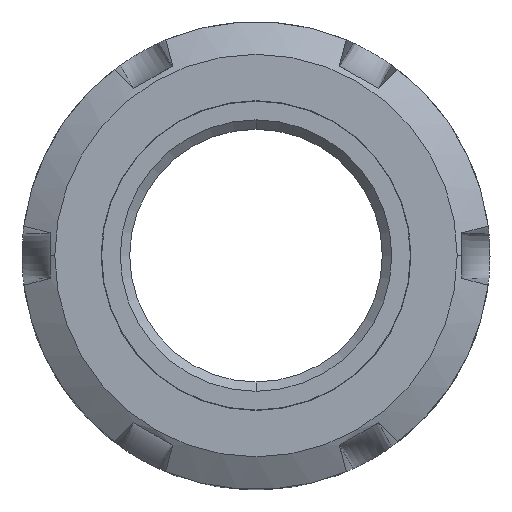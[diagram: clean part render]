
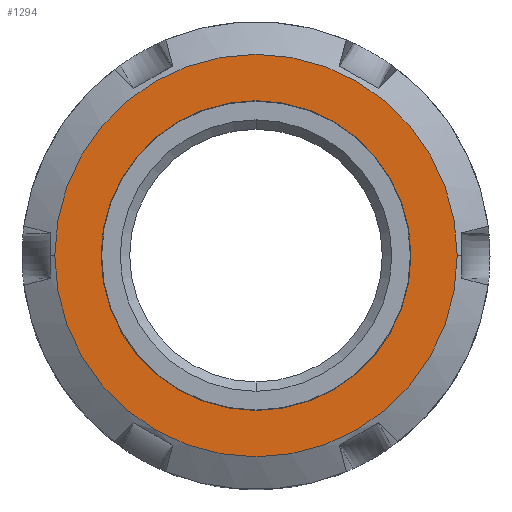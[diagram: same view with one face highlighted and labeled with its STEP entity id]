
A CAD part, top view. The second image highlights one B-rep face of the part: STEP entity #1294.
In plain terms, the highlighted planar face has unit normal (0, 0, 1).
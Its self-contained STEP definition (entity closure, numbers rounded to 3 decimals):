
#105 = DIRECTION ( 'NONE',  ( 1., 0., 0. ) ) ;
#322 = DIRECTION ( 'NONE',  ( 0., 0., 1. ) ) ;
#323 = CARTESIAN_POINT ( 'NONE',  ( 0., 0., 0. ) ) ;
#336 = CARTESIAN_POINT ( 'NONE',  ( -21.5, 0., 0. ) ) ;
#497 = CARTESIAN_POINT ( 'NONE',  ( -16.55, 0., 0. ) ) ;
#551 = AXIS2_PLACEMENT_3D ( 'NONE', #5680, #3341, #5651 ) ;
#584 = AXIS2_PLACEMENT_3D ( 'NONE', #323, #5854, #1698 ) ;
#602 = DIRECTION ( 'NONE',  ( 0., 0., 1. ) ) ;
#640 = VERTEX_POINT ( 'NONE', #2802 ) ;
#1058 = EDGE_LOOP ( 'NONE', ( #3030, #4303 ) ) ;
#1294 = ADVANCED_FACE ( 'NONE', ( #4087, #2739 ), #5997, .T. ) ;
#1567 = EDGE_CURVE ( 'NONE', #2503, #640, #5704, .T. ) ;
#1677 = CIRCLE ( 'NONE', #2176, 16.55 ) ;
#1698 = DIRECTION ( 'NONE',  ( 1., 0., 0. ) ) ;
#1727 = EDGE_LOOP ( 'NONE', ( #5521, #3844 ) ) ;
#1825 = EDGE_CURVE ( 'NONE', #640, #2503, #4832, .T. ) ;
#2125 = EDGE_CURVE ( 'NONE', #5158, #3992, #1677, .T. ) ;
#2176 = AXIS2_PLACEMENT_3D ( 'NONE', #2489, #2985, #3838 ) ;
#2489 = CARTESIAN_POINT ( 'NONE',  ( 0., 0., 0. ) ) ;
#2503 = VERTEX_POINT ( 'NONE', #336 ) ;
#2632 = CIRCLE ( 'NONE', #551, 16.55 ) ;
#2739 = FACE_OUTER_BOUND ( 'NONE', #1727, .T. ) ;
#2799 = CARTESIAN_POINT ( 'NONE',  ( 21.5, 0., 0. ) ) ;
#2802 = CARTESIAN_POINT ( 'NONE',  ( 21.5, 0., 0. ) ) ;
#2985 = DIRECTION ( 'NONE',  ( 0., 0., -1. ) ) ;
#3030 = ORIENTED_EDGE ( 'NONE', *, *, #4277, .T. ) ;
#3341 = DIRECTION ( 'NONE',  ( 0., 0., -1. ) ) ;
#3360 = CARTESIAN_POINT ( 'NONE',  ( 0., 0., 0. ) ) ;
#3730 = AXIS2_PLACEMENT_3D ( 'NONE', #2799, #322, #5571 ) ;
#3838 = DIRECTION ( 'NONE',  ( -1., 0., 0. ) ) ;
#3844 = ORIENTED_EDGE ( 'NONE', *, *, #1825, .T. ) ;
#3992 = VERTEX_POINT ( 'NONE', #497 ) ;
#4087 = FACE_BOUND ( 'NONE', #1058, .T. ) ;
#4277 = EDGE_CURVE ( 'NONE', #3992, #5158, #2632, .T. ) ;
#4303 = ORIENTED_EDGE ( 'NONE', *, *, #2125, .T. ) ;
#4832 = CIRCLE ( 'NONE', #584, 21.5 ) ;
#5158 = VERTEX_POINT ( 'NONE', #5859 ) ;
#5521 = ORIENTED_EDGE ( 'NONE', *, *, #1567, .T. ) ;
#5571 = DIRECTION ( 'NONE',  ( 1., 0., 0. ) ) ;
#5651 = DIRECTION ( 'NONE',  ( -1., 0., 0. ) ) ;
#5680 = CARTESIAN_POINT ( 'NONE',  ( 0., 0., 0. ) ) ;
#5704 = CIRCLE ( 'NONE', #5794, 21.5 ) ;
#5794 = AXIS2_PLACEMENT_3D ( 'NONE', #3360, #602, #105 ) ;
#5854 = DIRECTION ( 'NONE',  ( 0., 0., 1. ) ) ;
#5859 = CARTESIAN_POINT ( 'NONE',  ( 16.55, 0., 0. ) ) ;
#5997 = PLANE ( 'NONE',  #3730 ) ;
